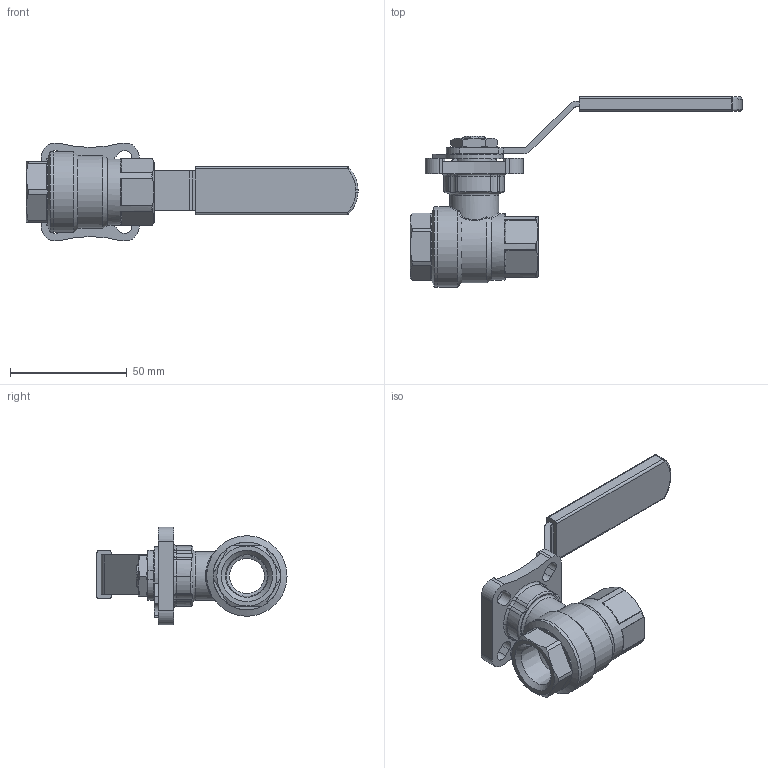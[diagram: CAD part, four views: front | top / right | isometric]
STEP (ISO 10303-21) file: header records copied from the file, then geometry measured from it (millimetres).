
FILE_DESCRIPTION(('STEP AP214'),'1');
FILE_NAME(' 1-2.stp','2023-12-06T03:22:53',(' '),(' '),'Spatial InterOp 3D',' ',' ');
FILE_SCHEMA(('AUTOMOTIVE_DESIGN { 1 0 10303 214 1 1 1 1 }'));
Length unit declared in the file: millimetre
Products named in the file (15): 2PC_____1-2; 阀体; 阀盖; 阀杆; 填料; 压环; 碟形弹簧; 非标螺母; 防松垫片; 定位片; 手柄; 大片; 手柄套
Assembly tree (14 placements, depth 2):
  2PC_____1-2
    阀体
    阀盖
    阀杆
    填料
    压环
    碟形弹簧
    非标螺母
    防松垫片
    定位片
    手柄
    非标螺母
    大片
    碟形弹簧
    手柄套
Bounding box: 142.3 x 81.51 x 42 mm (x, y, z)
Volume: 47289.3 mm3; surface area: 38551.6 mm2
Topology: 15 solids, 15 shells, 421 faces, 1028 edges, 644 vertices
Faces by surface type: plane 169, cylinder 126, cone 55, torus 52, sphere 11, bspline 8
Full cylindrical faces by diameter (mm): 8.713 x1, 9.74 x2, 11.113 x1, 11.3 x1, 12.8 x2, 14 x3, 14.2 x1, 14.3 x1, 15 x2, 16.5 x1, 17.2 x1, 17.3 x1, 17.5 x2, 21 x1, 23 x5, 26 x1, 26.5 x1, 28 x2, 28.5 x2, 29 x1, 31.5 x2, 34.5 x2
Entity records: 17237 total; most frequent: CARTESIAN_POINT 4153, DIRECTION 1990, ORIENTED_EDGE 1860, EDGE_CURVE 930, AXIS2_PLACEMENT_3D 807, VERTEX_POINT 629, EDGE_LOOP 545, FACE_OUTER_BOUND 472
